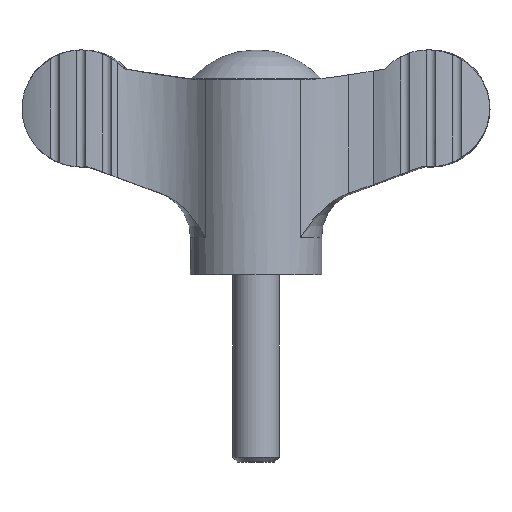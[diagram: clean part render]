
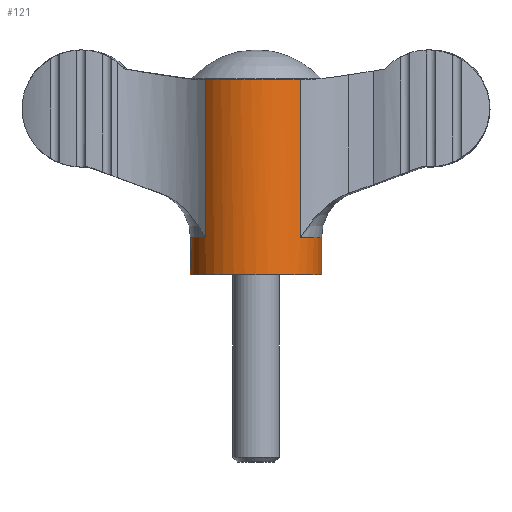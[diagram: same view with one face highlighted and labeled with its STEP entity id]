
A CAD part, top view. The second image highlights one B-rep face of the part: STEP entity #121.
In plain terms, the highlighted cylindrical face has radius 7 mm (diameter 14 mm), a full revolution.
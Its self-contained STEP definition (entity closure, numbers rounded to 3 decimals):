
#121 = ADVANCED_FACE( '', ( #267, #268 ), #269, .T. );
#267 = FACE_OUTER_BOUND( '', #433, .T. );
#268 = FACE_OUTER_BOUND( '', #434, .T. );
#269 = CYLINDRICAL_SURFACE( '', #435, 7. );
#433 = EDGE_LOOP( '', ( #744 ) );
#434 = EDGE_LOOP( '', ( #745, #746, #747, #748, #749, #750, #751, #752 ) );
#435 = AXIS2_PLACEMENT_3D( '', #753, #754, #755 );
#744 = ORIENTED_EDGE( '', *, *, #1113, .F. );
#745 = ORIENTED_EDGE( '', *, *, #1016, .T. );
#746 = ORIENTED_EDGE( '', *, *, #1122, .F. );
#747 = ORIENTED_EDGE( '', *, *, #1123, .F. );
#748 = ORIENTED_EDGE( '', *, *, #1080, .T. );
#749 = ORIENTED_EDGE( '', *, *, #1124, .T. );
#750 = ORIENTED_EDGE( '', *, *, #1125, .F. );
#751 = ORIENTED_EDGE( '', *, *, #1126, .F. );
#752 = ORIENTED_EDGE( '', *, *, #1127, .T. );
#753 = CARTESIAN_POINT( '', ( 0., 0., 0. ) );
#754 = DIRECTION( '', ( 0., 1., 0. ) );
#755 = DIRECTION( '', ( 0., 0., -1. ) );
#1016 = EDGE_CURVE( '', #1220, #1217, #1221, .T. );
#1080 = EDGE_CURVE( '', #1316, #1326, #1328, .T. );
#1113 = EDGE_CURVE( '', #1377, #1377, #1378, .T. );
#1122 = EDGE_CURVE( '', #1387, #1217, #1388, .T. );
#1123 = EDGE_CURVE( '', #1316, #1387, #1389, .T. );
#1124 = EDGE_CURVE( '', #1326, #1390, #1391, .T. );
#1125 = EDGE_CURVE( '', #1392, #1390, #1393, .T. );
#1126 = EDGE_CURVE( '', #1394, #1392, #1395, .T. );
#1127 = EDGE_CURVE( '', #1394, #1220, #1396, .T. );
#1217 = VERTEX_POINT( '', #1523 );
#1220 = VERTEX_POINT( '', #1541 );
#1221 = CIRCLE( '', #1542, 7. );
#1316 = VERTEX_POINT( '', #1903 );
#1326 = VERTEX_POINT( '', #1942 );
#1328 = LINE( '', #1959, #1960 );
#1377 = VERTEX_POINT( '', #2177 );
#1378 = CIRCLE( '', #2178, 7. );
#1387 = VERTEX_POINT( '', #2191 );
#1388 = LINE( '', #2192, #2193 );
#1389 = CIRCLE( '', #2194, 7. );
#1390 = VERTEX_POINT( '', #2195 );
#1391 = CIRCLE( '', #2196, 7. );
#1392 = VERTEX_POINT( '', #2197 );
#1393 = LINE( '', #2198, #2199 );
#1394 = VERTEX_POINT( '', #2200 );
#1395 = CIRCLE( '', #2201, 7. );
#1396 = LINE( '', #2202, #2203 );
#1523 = CARTESIAN_POINT( '', ( 4.732, 3.999, 5.158 ) );
#1541 = CARTESIAN_POINT( '', ( 5.418, 3.999, -4.433 ) );
#1542 = AXIS2_PLACEMENT_3D( '', #2393, #2394, #2395 );
#1903 = CARTESIAN_POINT( '', ( -5.418, 20.889, 4.433 ) );
#1942 = CARTESIAN_POINT( '', ( -5.418, 3.999, 4.433 ) );
#1959 = CARTESIAN_POINT( '', ( -5.418, 59.5, 4.433 ) );
#1960 = VECTOR( '', #2424, 1000. );
#2177 = CARTESIAN_POINT( '', ( 0., 0., -7. ) );
#2178 = AXIS2_PLACEMENT_3D( '', #2435, #2436, #2437 );
#2191 = CARTESIAN_POINT( '', ( 4.732, 20.889, 5.158 ) );
#2192 = CARTESIAN_POINT( '', ( 4.732, 59.5, 5.158 ) );
#2193 = VECTOR( '', #2442, 1000. );
#2194 = AXIS2_PLACEMENT_3D( '', #2443, #2444, #2445 );
#2195 = CARTESIAN_POINT( '', ( -4.732, 3.999, -5.158 ) );
#2196 = AXIS2_PLACEMENT_3D( '', #2446, #2447, #2448 );
#2197 = CARTESIAN_POINT( '', ( -4.732, 20.889, -5.158 ) );
#2198 = CARTESIAN_POINT( '', ( -4.732, 59.5, -5.158 ) );
#2199 = VECTOR( '', #2449, 1000. );
#2200 = CARTESIAN_POINT( '', ( 5.418, 20.889, -4.433 ) );
#2201 = AXIS2_PLACEMENT_3D( '', #2450, #2451, #2452 );
#2202 = CARTESIAN_POINT( '', ( 5.418, 59.5, -4.433 ) );
#2203 = VECTOR( '', #2453, 1000. );
#2393 = CARTESIAN_POINT( '', ( 0., 3.999, 0. ) );
#2394 = DIRECTION( '', ( 0., -1., 0. ) );
#2395 = DIRECTION( '', ( 0., 0., -1. ) );
#2424 = DIRECTION( '', ( 0., -1., 0. ) );
#2435 = CARTESIAN_POINT( '', ( 0., 0., 0. ) );
#2436 = DIRECTION( '', ( 0., -1., 0. ) );
#2437 = DIRECTION( '', ( 0., 0., -1. ) );
#2442 = DIRECTION( '', ( 0., -1., 0. ) );
#2443 = CARTESIAN_POINT( '', ( 0., 20.889, 0. ) );
#2444 = DIRECTION( '', ( 0., 1., 0. ) );
#2445 = DIRECTION( '', ( 0., 0., 1. ) );
#2446 = CARTESIAN_POINT( '', ( 0., 3.999, 0. ) );
#2447 = DIRECTION( '', ( 0., -1., 0. ) );
#2448 = DIRECTION( '', ( 0., 0., -1. ) );
#2449 = DIRECTION( '', ( 0., -1., 0. ) );
#2450 = CARTESIAN_POINT( '', ( 0., 20.889, 0. ) );
#2451 = DIRECTION( '', ( 0., 1., 0. ) );
#2452 = DIRECTION( '', ( 0., 0., 1. ) );
#2453 = DIRECTION( '', ( 0., -1., 0. ) );
